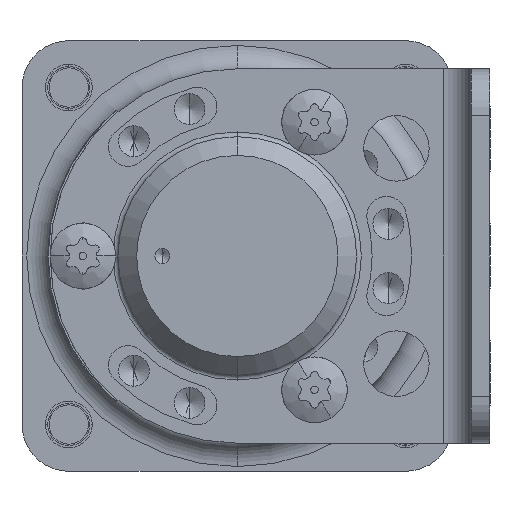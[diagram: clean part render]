
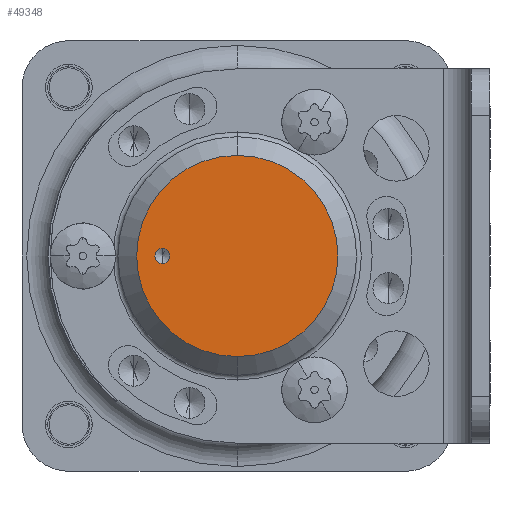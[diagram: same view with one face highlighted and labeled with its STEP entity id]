
A CAD part, left-side view. The second image highlights one B-rep face of the part: STEP entity #49348.
In plain terms, the highlighted planar face has unit normal (-1, 0, 0).
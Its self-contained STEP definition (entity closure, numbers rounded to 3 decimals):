
#1607 = DIRECTION ( 'NONE',  ( -1., 0., 0. ) ) ;
#5551 = PLANE ( 'NONE',  #18939 ) ;
#6112 = FACE_BOUND ( 'NONE', #93093, .T. ) ;
#12928 = DIRECTION ( 'NONE',  ( -1., 0., 0. ) ) ;
#14481 = CARTESIAN_POINT ( 'NONE',  ( 0., 8., 0. ) ) ;
#17956 = AXIS2_PLACEMENT_3D ( 'NONE', #14481, #24771, #89447 ) ;
#18939 = AXIS2_PLACEMENT_3D ( 'NONE', #80540, #70675, #116222 ) ;
#22008 = CARTESIAN_POINT ( 'NONE',  ( 0., 0., 0. ) ) ;
#24771 = DIRECTION ( 'NONE',  ( -1., 0., 0. ) ) ;
#27697 = EDGE_CURVE ( 'NONE', #38294, #109484, #66336, .T. ) ;
#27763 = CARTESIAN_POINT ( 'NONE',  ( 0., 0., -10.75 ) ) ;
#29819 = FACE_OUTER_BOUND ( 'NONE', #46992, .T. ) ;
#31827 = EDGE_CURVE ( 'NONE', #109484, #38294, #100528, .T. ) ;
#37838 = EDGE_CURVE ( 'NONE', #45240, #62003, #115118, .T. ) ;
#38294 = VERTEX_POINT ( 'NONE', #27763 ) ;
#39617 = ORIENTED_EDGE ( 'NONE', *, *, #27697, .T. ) ;
#40342 = CARTESIAN_POINT ( 'NONE',  ( 0., 8., 0.8 ) ) ;
#42493 = DIRECTION ( 'NONE',  ( 0., 0., -1. ) ) ;
#45240 = VERTEX_POINT ( 'NONE', #40342 ) ;
#46992 = EDGE_LOOP ( 'NONE', ( #39617, #50846 ) ) ;
#47223 = CARTESIAN_POINT ( 'NONE',  ( 0., 8., 0. ) ) ;
#49348 = ADVANCED_FACE ( 'NONE', ( #6112, #29819 ), #5551, .F. ) ;
#50846 = ORIENTED_EDGE ( 'NONE', *, *, #31827, .T. ) ;
#52213 = AXIS2_PLACEMENT_3D ( 'NONE', #47223, #1607, #67197 ) ;
#53187 = AXIS2_PLACEMENT_3D ( 'NONE', #22008, #12928, #116647 ) ;
#62003 = VERTEX_POINT ( 'NONE', #101613 ) ;
#66336 = CIRCLE ( 'NONE', #53187, 10.75 ) ;
#67197 = DIRECTION ( 'NONE',  ( 0., 0., 1. ) ) ;
#67250 = CIRCLE ( 'NONE', #52213, 0.8 ) ;
#70675 = DIRECTION ( 'NONE',  ( 1., 0., 0. ) ) ;
#71461 = CARTESIAN_POINT ( 'NONE',  ( 0., 0., 0. ) ) ;
#75556 = AXIS2_PLACEMENT_3D ( 'NONE', #71461, #98102, #42493 ) ;
#80540 = CARTESIAN_POINT ( 'NONE',  ( 0., 0., 0. ) ) ;
#81779 = CARTESIAN_POINT ( 'NONE',  ( 0., 0., 10.75 ) ) ;
#82140 = ORIENTED_EDGE ( 'NONE', *, *, #87713, .F. ) ;
#87713 = EDGE_CURVE ( 'NONE', #62003, #45240, #67250, .T. ) ;
#89447 = DIRECTION ( 'NONE',  ( 0., 0., 1. ) ) ;
#93093 = EDGE_LOOP ( 'NONE', ( #97490, #82140 ) ) ;
#97490 = ORIENTED_EDGE ( 'NONE', *, *, #37838, .F. ) ;
#98102 = DIRECTION ( 'NONE',  ( -1., 0., 0. ) ) ;
#100528 = CIRCLE ( 'NONE', #75556, 10.75 ) ;
#101613 = CARTESIAN_POINT ( 'NONE',  ( 0., 8., -0.8 ) ) ;
#109484 = VERTEX_POINT ( 'NONE', #81779 ) ;
#115118 = CIRCLE ( 'NONE', #17956, 0.8 ) ;
#116222 = DIRECTION ( 'NONE',  ( 0., 0., -1. ) ) ;
#116647 = DIRECTION ( 'NONE',  ( 0., 0., -1. ) ) ;
